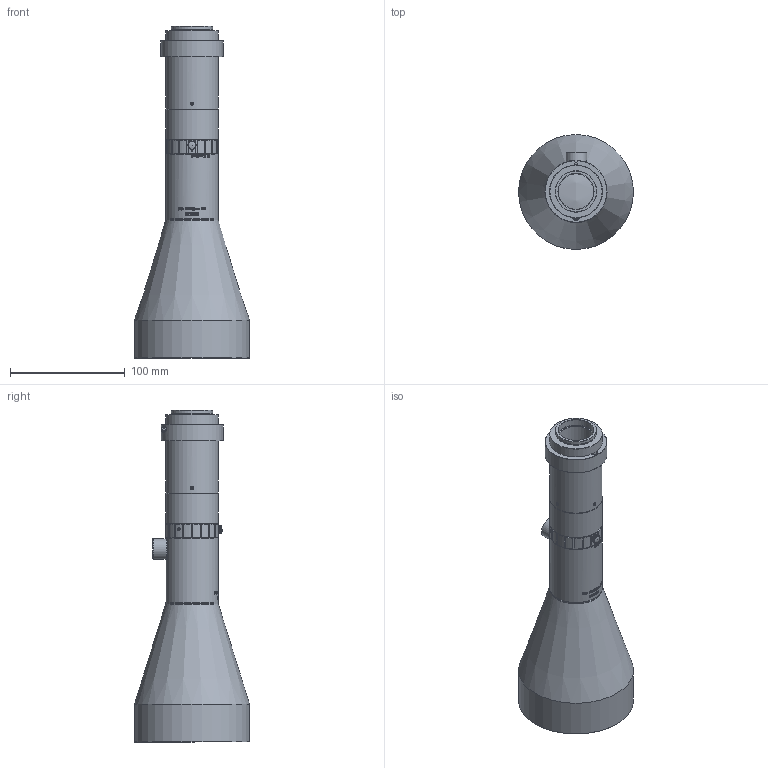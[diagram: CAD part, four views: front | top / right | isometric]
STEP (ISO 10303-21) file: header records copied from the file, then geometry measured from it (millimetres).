
FILE_DESCRIPTION(/* description */ (''),/* implementation_level */ '2;1');
FILE_NAME(/* name */ 'TC046250W-outline_200529.stp',/* time_stamp */ '2020-05-29T10:32:13+08:00',/* author */ (''),/* organization */ (''),/* preprocessor_version */ 'ST-DEVELOPER v16',/* originating_system */ 'SIEMENS PLM Software NX 10.0',/* authorisation */ '');
FILE_SCHEMA (('AUTOMOTIVE_DESIGN { 1 0 10303 214 3 1 1 1 }'));
Length unit declared in the file: millimetre
Products named in the file (1): Admi290C2FF22jbr
Bounding box: 100 x 100 x 288.99 mm (x, y, z)
Volume: 424478.4 mm3; surface area: 150530.2 mm2
Topology: 17 solids, 17 shells, 1282 faces, 3288 edges, 2158 vertices
Faces by surface type: plane 555, cylinder 343, extrusion 213, cone 147, bspline 18, sphere 4, torus 2
Full cylindrical faces by diameter (mm): 2 x4, 2.05 x1, 2.4 x1, 2.5 x5, 2.7 x1, 4.7 x1, 8 x2, 10.9 x1, 11.328 x1, 11.4 x1, 12 x2, 12.2 x1, 13 x2, 14 x1, 18 x2, 19.8 x1, 20 x1, 21.6 x1, 23.328 x1, 24 x2, 24.2 x1, 24.328 x1, 24.6 x1, 25.2 x1, 26.8 x1, 27 x1, 28 x3, 28.2 x1, 29.2 x1, 30 x2
Entity records: 55532 total; most frequent: CARTESIAN_POINT 25617, ORIENTED_EDGE 6086, DIRECTION 5675, EDGE_CURVE 3043, AXIS2_PLACEMENT_3D 2158, VERTEX_POINT 2103, EDGE_LOOP 1627, VECTOR 1359
